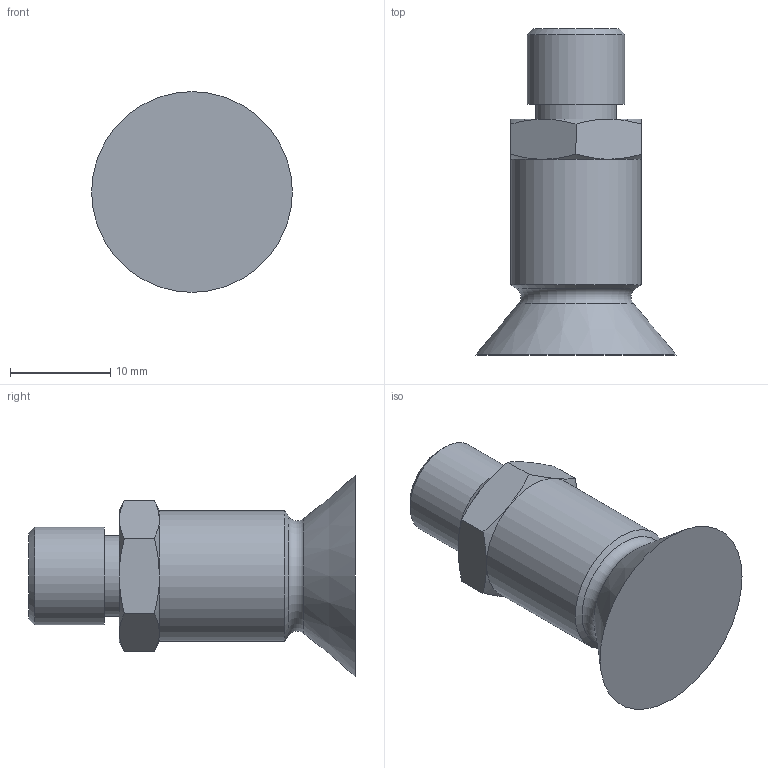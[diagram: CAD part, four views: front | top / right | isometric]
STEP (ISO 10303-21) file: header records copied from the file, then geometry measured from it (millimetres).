
FILE_DESCRIPTION(/* description */ (''),/* implementation_level */ '2;1');
FILE_NAME(/* name */ 'vc20cn+rac3r1-8m.stp',/* time_stamp */ '2020-03-25T13:28:27+01:00',/* author */ ('nebuc'),/* organization */ (''),/* preprocessor_version */ 'ST-DEVELOPER v17',/* originating_system */ 'Autodesk Inventor 2019',/* authorisation */ '');
FILE_SCHEMA (('AUTOMOTIVE_DESIGN { 1 0 10303 214 3 1 1 }'));
Length unit declared in the file: millimetre
Products named in the file (1): vc20sb+rac3r1-8m
Bounding box: 20 x 32.5 x 20 mm (x, y, z)
Volume: 3989.7 mm3; surface area: 1995.8 mm2
Topology: 1 solids, 1 shells, 31 faces, 74 edges, 48 vertices
Faces by surface type: cone 15, plane 11, cylinder 4, torus 1
Full cylindrical faces by diameter (mm): 3 x1, 8 x1, 9.728 x1, 13 x1
Entity records: 966 total; most frequent: CARTESIAN_POINT 202, DIRECTION 151, ORIENTED_EDGE 148, EDGE_CURVE 74, AXIS2_PLACEMENT_3D 69, VERTEX_POINT 48, CIRCLE 37, EDGE_LOOP 34
